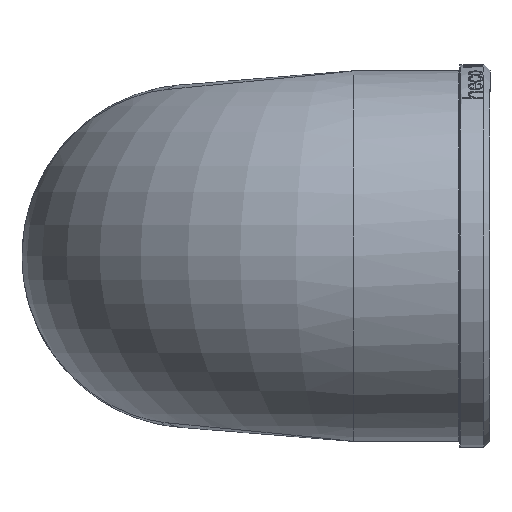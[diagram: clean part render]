
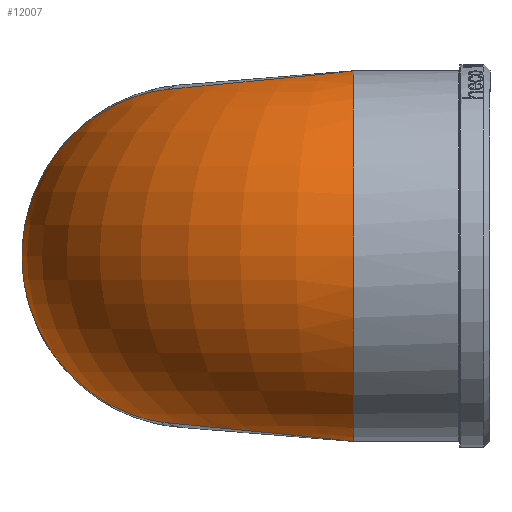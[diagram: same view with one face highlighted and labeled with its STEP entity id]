
A CAD part, left-side view. The second image highlights one B-rep face of the part: STEP entity #12007.
In plain terms, the highlighted toroidal (fillet/blend) face has major radius 48.2 mm and minor radius 61 mm.
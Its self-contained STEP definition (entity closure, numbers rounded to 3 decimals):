
#3 = FACE_OUTER_BOUND ( 'NONE', #25038, .T. ) ;
#1076 = CARTESIAN_POINT ( 'NONE',  ( 5.447, 8.754, 54.87 ) ) ;
#1105 = CARTESIAN_POINT ( 'NONE',  ( 5.447, 8.754, -54.87 ) ) ;
#3463 = CARTESIAN_POINT ( 'NONE',  ( 21.172, 27.388, -49.203 ) ) ;
#3695 = CARTESIAN_POINT ( 'NONE',  ( 48.167, 56.515, -0.08 ) ) ;
#3764 = CARTESIAN_POINT ( 'NONE',  ( 48.2, 56.515, 0. ) ) ;
#4039 = CARTESIAN_POINT ( 'NONE',  ( 7.425, 10.567, -54.696 ) ) ;
#4060 = CARTESIAN_POINT ( 'NONE',  ( 48.183, 56.515, -0.04 ) ) ;
#4398 = CARTESIAN_POINT ( 'NONE',  ( 40.854, 53.914, -17.573 ) ) ;
#4519 = CARTESIAN_POINT ( 'NONE',  ( 5.447, 8.754, -54.87 ) ) ;
#4531 = CARTESIAN_POINT ( 'NONE',  ( 25.501, 34.074, -44.973 ) ) ;
#4641 = CARTESIAN_POINT ( 'NONE',  ( 37.188, 50.53, -25.637 ) ) ;
#4660 = CARTESIAN_POINT ( 'NONE',  ( 11.235, 14.381, -54.091 ) ) ;
#4686 = CARTESIAN_POINT ( 'NONE',  ( 44.518, 56.031, -8.956 ) ) ;
#4966 = CARTESIAN_POINT ( 'NONE',  ( 29.557, 40.373, -39.548 ) ) ;
#5510 = CARTESIAN_POINT ( 'NONE',  ( 33.407, 45.916, -33.087 ) ) ;
#5550 = CARTESIAN_POINT ( 'NONE',  ( 16.453, 20.706, -52.213 ) ) ;
#5609 = CARTESIAN_POINT ( 'NONE',  ( 48.2, -52.685, 0. ) ) ;
#5611 = DIRECTION ( 'NONE',  ( 0., 0., -1. ) ) ;
#5612 = DIRECTION ( 'NONE',  ( 0., -1., 0. ) ) ;
#5809 = CARTESIAN_POINT ( 'NONE',  ( 46.944, 56.508, -3.053 ) ) ;
#6102 = EDGE_CURVE ( 'NONE', #8840, #8857, #22242, .T. ) ;
#7342 = EDGE_CURVE ( 'NONE', #22280, #8857, #13974, .T. ) ;
#7377 = EDGE_CURVE ( 'NONE', #8807, #22280, #13973, .T. ) ;
#7550 = EDGE_CURVE ( 'NONE', #22331, #8807, #20509, .T. ) ;
#7730 = AXIS2_PLACEMENT_3D ( 'NONE', #13329, #13331, #13333 ) ;
#8203 = EDGE_CURVE ( 'NONE', #8840, #22331, #13871, .T. ) ;
#8288 = ORIENTED_EDGE ( 'NONE', *, *, #7342, .F. ) ;
#8516 = ORIENTED_EDGE ( 'NONE', *, *, #7550, .F. ) ;
#8551 = ORIENTED_EDGE ( 'NONE', *, *, #8203, .F. ) ;
#8596 = CARTESIAN_POINT ( 'NONE',  ( -3.709, -52.305, -60.893 ) ) ;
#8612 = ORIENTED_EDGE ( 'NONE', *, *, #6102, .T. ) ;
#8807 = VERTEX_POINT ( 'NONE', #11929 ) ;
#8840 = VERTEX_POINT ( 'NONE', #14510 ) ;
#8857 = VERTEX_POINT ( 'NONE', #14515 ) ;
#9093 = CARTESIAN_POINT ( 'NONE',  ( -2.838, -52.685, -60.934 ) ) ;
#9285 = CARTESIAN_POINT ( 'NONE',  ( -1.902, 2.02, -55.516 ) ) ;
#9290 = CARTESIAN_POINT ( 'NONE',  ( -13.623, -32.323, -58.861 ) ) ;
#9300 = CARTESIAN_POINT ( 'NONE',  ( -11.322, -12.272, -56.892 ) ) ;
#10008 = CARTESIAN_POINT ( 'NONE',  ( 5.447, 8.754, -54.87 ) ) ;
#10606 = CARTESIAN_POINT ( 'NONE',  ( -10.7, -43.64, -59.998 ) ) ;
#11595 = CARTESIAN_POINT ( 'NONE',  ( -5.243, -51.283, -60.785 ) ) ;
#11741 = CARTESIAN_POINT ( 'NONE',  ( -7.669, -48.751, -60.522 ) ) ;
#11929 = CARTESIAN_POINT ( 'NONE',  ( 48.2, 56.515, 0. ) ) ;
#12007 = ADVANCED_FACE ( 'NONE', ( #3 ), #26079, .T. ) ;
#13329 = CARTESIAN_POINT ( 'NONE',  ( 0., -52.685, 0. ) ) ;
#13331 = DIRECTION ( 'NONE',  ( 0., 1., 0. ) ) ;
#13333 = DIRECTION ( 'NONE',  ( -1., 0., 0. ) ) ;
#13871 = B_SPLINE_CURVE_WITH_KNOTS ( 'NONE', 3,
 ( #9093, #8596, #11595, #11741, #10606, #9290, #9300, #9285, #10008 ),
 .UNSPECIFIED., .F., .F.,
 ( 4, 1, 1, 1, 1, 1, 4 ),
 ( 0., 0.036, 0.071, 0.143, 0.286, 0.571, 1. ),
 .UNSPECIFIED. ) ;
#13973 = B_SPLINE_CURVE_WITH_KNOTS ( 'NONE', 3,
 ( #26050, #26051, #26052, #26053, #26054, #26055, #26056, #26057, #26058, #26059, #26060, #26061, #26062, #26063 ),
 .UNSPECIFIED., .F., .F.,
 ( 4, 2, 1, 1, 1, 1, 1, 1, 1, 1, 4 ),
 ( 0., 0.001, 0.201, 0.301, 0.401, 0.501, 0.601, 0.7, 0.8, 0.9, 1. ),
 .UNSPECIFIED. ) ;
#13974 = B_SPLINE_CURVE_WITH_KNOTS ( 'NONE', 3,
 ( #25884, #25885, #25886, #25887, #25888, #25889, #25890, #25891, #25892, #25893 ),
 .UNSPECIFIED., .F., .F.,
 ( 4, 1, 1, 1, 1, 1, 1, 4 ),
 ( 0., 0.286, 0.571, 0.714, 0.857, 0.929, 0.964, 1. ),
 .UNSPECIFIED. ) ;
#14510 = CARTESIAN_POINT ( 'NONE',  ( -2.838, -52.685, -60.934 ) ) ;
#14515 = CARTESIAN_POINT ( 'NONE',  ( -2.838, -52.685, 60.934 ) ) ;
#15005 = AXIS2_PLACEMENT_3D ( 'NONE', #5609, #5611, #5612 ) ;
#15183 = ORIENTED_EDGE ( 'NONE', *, *, #7377, .F. ) ;
#20509 = B_SPLINE_CURVE_WITH_KNOTS ( 'NONE', 3,
 ( #4519, #4039, #4660, #5550, #3463, #4531, #4966, #5510, #4641, #4398, #4686, #5809, #3695, #4060, #3764 ),
 .UNSPECIFIED., .F., .F.,
 ( 4, 1, 1, 1, 1, 1, 1, 1, 1, 1, 2, 4 ),
 ( 0., 0.1, 0.2, 0.3, 0.399, 0.499, 0.599, 0.699, 0.799, 0.899, 0.999, 1. ),
 .UNSPECIFIED. ) ;
#22242 = CIRCLE ( 'NONE', #7730, 61. ) ;
#22280 = VERTEX_POINT ( 'NONE', #1076 ) ;
#22331 = VERTEX_POINT ( 'NONE', #1105 ) ;
#25038 = EDGE_LOOP ( 'NONE', ( #8288, #15183, #8516, #8551, #8612 ) ) ;
#25884 = CARTESIAN_POINT ( 'NONE',  ( 5.447, 8.754, 54.87 ) ) ;
#25885 = CARTESIAN_POINT ( 'NONE',  ( 0.548, 4.265, 55.301 ) ) ;
#25886 = CARTESIAN_POINT ( 'NONE',  ( -7.742, -6.323, 56.319 ) ) ;
#25887 = CARTESIAN_POINT ( 'NONE',  ( -12.859, -22.315, 57.876 ) ) ;
#25888 = CARTESIAN_POINT ( 'NONE',  ( -12.801, -35.566, 59.186 ) ) ;
#25889 = CARTESIAN_POINT ( 'NONE',  ( -10.695, -43.634, 59.997 ) ) ;
#25890 = CARTESIAN_POINT ( 'NONE',  ( -7.669, -48.751, 60.522 ) ) ;
#25891 = CARTESIAN_POINT ( 'NONE',  ( -5.243, -51.282, 60.785 ) ) ;
#25892 = CARTESIAN_POINT ( 'NONE',  ( -3.709, -52.305, 60.893 ) ) ;
#25893 = CARTESIAN_POINT ( 'NONE',  ( -2.838, -52.685, 60.934 ) ) ;
#26050 = CARTESIAN_POINT ( 'NONE',  ( 48.2, 56.515, 0. ) ) ;
#26051 = CARTESIAN_POINT ( 'NONE',  ( 48.183, 56.515, 0.04 ) ) ;
#26052 = CARTESIAN_POINT ( 'NONE',  ( 48.167, 56.515, 0.08 ) ) ;
#26053 = CARTESIAN_POINT ( 'NONE',  ( 45.738, 56.505, 5.987 ) ) ;
#26054 = CARTESIAN_POINT ( 'NONE',  ( 42.077, 55.05, 14.885 ) ) ;
#26055 = CARTESIAN_POINT ( 'NONE',  ( 37.187, 50.526, 25.638 ) ) ;
#26056 = CARTESIAN_POINT ( 'NONE',  ( 33.408, 45.919, 33.086 ) ) ;
#26057 = CARTESIAN_POINT ( 'NONE',  ( 29.557, 40.371, 39.548 ) ) ;
#26058 = CARTESIAN_POINT ( 'NONE',  ( 25.501, 34.074, 44.974 ) ) ;
#26059 = CARTESIAN_POINT ( 'NONE',  ( 21.172, 27.388, 49.203 ) ) ;
#26060 = CARTESIAN_POINT ( 'NONE',  ( 16.452, 20.705, 52.213 ) ) ;
#26061 = CARTESIAN_POINT ( 'NONE',  ( 11.235, 14.381, 54.091 ) ) ;
#26062 = CARTESIAN_POINT ( 'NONE',  ( 7.425, 10.567, 54.696 ) ) ;
#26063 = CARTESIAN_POINT ( 'NONE',  ( 5.447, 8.754, 54.87 ) ) ;
#26079 = TOROIDAL_SURFACE ( 'NONE', #15005, 48.2, 61. ) ;
